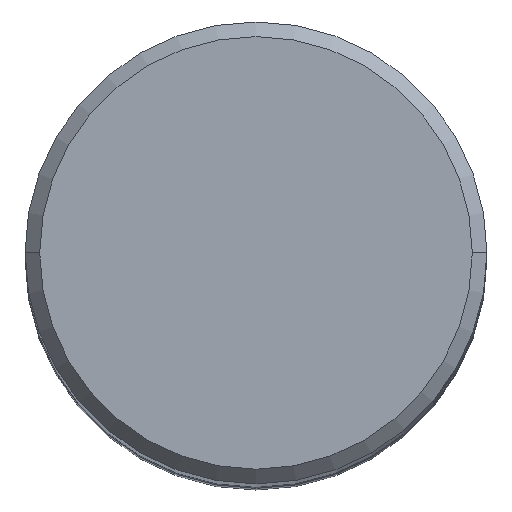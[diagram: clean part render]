
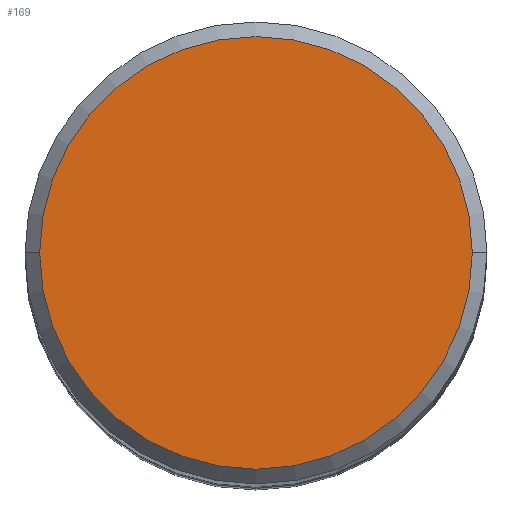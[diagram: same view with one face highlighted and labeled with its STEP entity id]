
A CAD part, top view. The second image highlights one B-rep face of the part: STEP entity #169.
In plain terms, the highlighted planar face has unit normal (0, 0, 1).
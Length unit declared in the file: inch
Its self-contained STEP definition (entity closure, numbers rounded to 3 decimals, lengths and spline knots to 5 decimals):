
#17 = ORIENTED_EDGE ( 'NONE', *, *, #526, .T. ) ;
#70 = CARTESIAN_POINT ( 'NONE',  ( 0., 0.29495, 0. ) ) ;
#74 = FACE_OUTER_BOUND ( 'NONE', #248, .T. ) ;
#76 = ORIENTED_EDGE ( 'NONE', *, *, #113, .T. ) ;
#103 = CIRCLE ( 'NONE', #380, 0.29495 ) ;
#113 = EDGE_CURVE ( 'NONE', #510, #176, #103, .T. ) ;
#115 = CIRCLE ( 'NONE', #354, 0.29495 ) ;
#116 = DIRECTION ( 'NONE',  ( 0., 0., 1. ) ) ;
#169 = ADVANCED_FACE ( 'NONE', ( #74 ), #498, .F. ) ;
#176 = VERTEX_POINT ( 'NONE', #559 ) ;
#239 = DIRECTION ( 'NONE',  ( 0., 0., -1. ) ) ;
#245 = DIRECTION ( 'NONE',  ( -1., 0., 0. ) ) ;
#248 = EDGE_LOOP ( 'NONE', ( #76, #17 ) ) ;
#270 = CARTESIAN_POINT ( 'NONE',  ( 0., 0., 0. ) ) ;
#280 = DIRECTION ( 'NONE',  ( 1., 0., 0. ) ) ;
#287 = CARTESIAN_POINT ( 'NONE',  ( 0., 0., 0. ) ) ;
#317 = AXIS2_PLACEMENT_3D ( 'NONE', #70, #239, #245 ) ;
#354 = AXIS2_PLACEMENT_3D ( 'NONE', #270, #446, #366 ) ;
#363 = CARTESIAN_POINT ( 'NONE',  ( -0.29495, 0., 0. ) ) ;
#366 = DIRECTION ( 'NONE',  ( 1., 0., 0. ) ) ;
#380 = AXIS2_PLACEMENT_3D ( 'NONE', #287, #116, #280 ) ;
#446 = DIRECTION ( 'NONE',  ( 0., 0., 1. ) ) ;
#498 = PLANE ( 'NONE',  #317 ) ;
#510 = VERTEX_POINT ( 'NONE', #363 ) ;
#526 = EDGE_CURVE ( 'NONE', #176, #510, #115, .T. ) ;
#559 = CARTESIAN_POINT ( 'NONE',  ( 0.29495, 0., 0. ) ) ;
